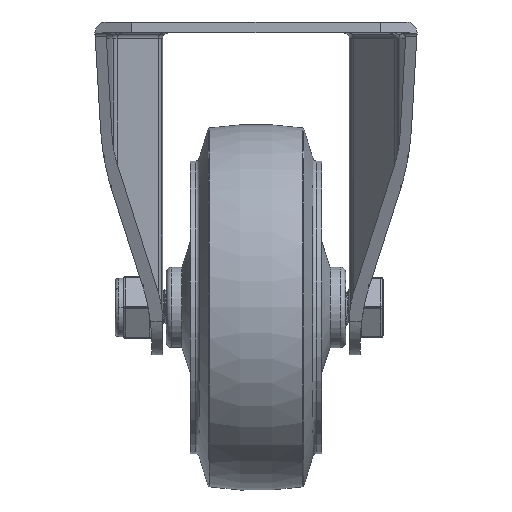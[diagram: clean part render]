
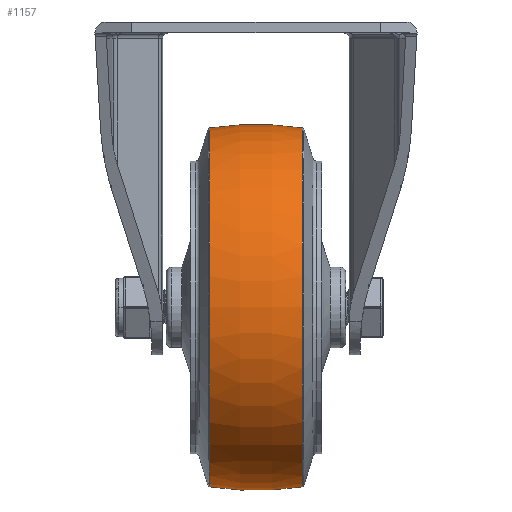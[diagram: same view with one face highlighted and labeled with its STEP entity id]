
A CAD part, left-side view. The second image highlights one B-rep face of the part: STEP entity #1157.
In plain terms, the highlighted toroidal (fillet/blend) face has major radius 35 mm and minor radius 85 mm.
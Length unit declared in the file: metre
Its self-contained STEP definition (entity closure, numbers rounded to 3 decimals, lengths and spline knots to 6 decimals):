
#1157=ADVANCED_FACE('37:114467',(#2488),#2489,.T.);
#2488=FACE_OUTER_BOUND('',#4652,.T.);
#2489=TOROIDAL_SURFACE('',#4653,-0.035,0.085);
#4652=EDGE_LOOP('',(#16422,#16423,#16424,#16425));
#4653=AXIS2_PLACEMENT_3D('',#16426,#16427,#16428);
#16422=ORIENTED_EDGE('',*,*,#24246,.T.);
#16423=ORIENTED_EDGE('',*,*,#24281,.F.);
#16424=ORIENTED_EDGE('',*,*,#24248,.T.);
#16425=ORIENTED_EDGE('',*,*,#24280,.T.);
#16426=CARTESIAN_POINT('',(0.0,0.,0.0));
#16427=DIRECTION('',(0.0,-1.0,0.));
#16428=DIRECTION('',(0.0,0.,-1.0));
#24246=EDGE_CURVE('',#27128,#27120,#27129,.T.);
#24248=EDGE_CURVE('',#27123,#27130,#27132,.T.);
#24280=EDGE_CURVE('37:114503',#27130,#27128,#27178,.T.);
#24281=EDGE_CURVE('37:114506',#27123,#27120,#27179,.T.);
#27120=VERTEX_POINT('',#32165);
#27123=VERTEX_POINT('',#32168);
#27128=VERTEX_POINT('',#32173);
#27129=CIRCLE('',#32174,0.085);
#27130=VERTEX_POINT('',#32175);
#27132=CIRCLE('',#32177,0.085);
#27178=CIRCLE('',#32231,0.049045);
#27179=CIRCLE('',#32232,0.049045);
#32165=CARTESIAN_POINT('',(0.,-0.012707,-0.049045));
#32168=CARTESIAN_POINT('',(0.0,-0.012707,0.049045));
#32173=CARTESIAN_POINT('',(0.,0.012707,-0.049045));
#32174=AXIS2_PLACEMENT_3D('',#43572,#43573,#43574);
#32175=CARTESIAN_POINT('',(0.0,0.012707,0.049045));
#32177=AXIS2_PLACEMENT_3D('',#43578,#43579,#43580);
#32231=AXIS2_PLACEMENT_3D('',#43658,#43659,#43660);
#32232=AXIS2_PLACEMENT_3D('',#43661,#43662,#43663);
#43572=CARTESIAN_POINT('',(0.,0.,0.035));
#43573=DIRECTION('',(-1.0,0.,0.));
#43574=DIRECTION('',(0.,0.,-1.0));
#43578=CARTESIAN_POINT('',(0.,0.,-0.035));
#43579=DIRECTION('',(-1.0,0.,0.));
#43580=DIRECTION('',(0.,0.,1.0));
#43658=CARTESIAN_POINT('',(0.0,0.012707,0.));
#43659=DIRECTION('',(-0.0,-1.0,0.));
#43660=DIRECTION('',(0.0,0.,1.0));
#43661=CARTESIAN_POINT('',(0.0,-0.012707,0.));
#43662=DIRECTION('',(-0.0,-1.0,0.));
#43663=DIRECTION('',(0.0,0.,1.0));
